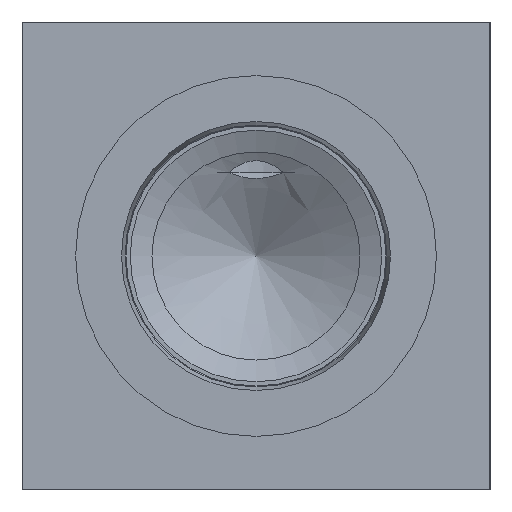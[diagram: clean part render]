
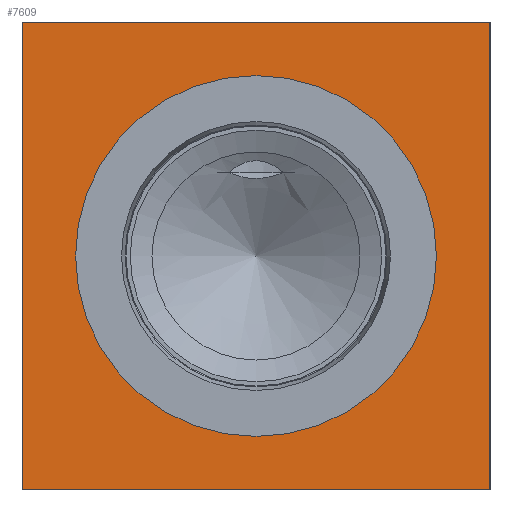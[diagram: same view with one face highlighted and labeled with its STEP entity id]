
A CAD part, left-side view. The second image highlights one B-rep face of the part: STEP entity #7609.
In plain terms, the highlighted planar face has unit normal (-1, 0, 0).
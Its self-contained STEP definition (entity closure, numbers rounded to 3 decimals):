
#215=CIRCLE('',#8057,44.069);
#216=CIRCLE('',#8058,44.069);
#274=FACE_BOUND('',#1356,.T.);
#920=FACE_OUTER_BOUND('',#1355,.T.);
#1355=EDGE_LOOP('',(#6659,#6660,#6661,#6662));
#1356=EDGE_LOOP('',(#6663,#6664));
#1654=LINE('',#11561,#2388);
#2098=LINE('',#12970,#2832);
#2099=LINE('',#12971,#2833);
#2100=LINE('',#12972,#2834);
#2388=VECTOR('',#8519,10.);
#2832=VECTOR('',#9691,10.);
#2833=VECTOR('',#9692,10.);
#2834=VECTOR('',#9693,10.);
#3126=VERTEX_POINT('',#11554);
#3129=VERTEX_POINT('',#11559);
#3531=VERTEX_POINT('',#12939);
#3532=VERTEX_POINT('',#12940);
#3541=VERTEX_POINT('',#12968);
#3542=VERTEX_POINT('',#12969);
#3977=EDGE_CURVE('',#3129,#3126,#1654,.T.);
#4574=EDGE_CURVE('',#3531,#3532,#215,.T.);
#4575=EDGE_CURVE('',#3532,#3531,#216,.T.);
#4588=EDGE_CURVE('',#3541,#3542,#2098,.T.);
#4589=EDGE_CURVE('',#3542,#3126,#2099,.T.);
#4590=EDGE_CURVE('',#3541,#3129,#2100,.T.);
#6659=ORIENTED_EDGE('',*,*,#4588,.T.);
#6660=ORIENTED_EDGE('',*,*,#4589,.T.);
#6661=ORIENTED_EDGE('',*,*,#3977,.F.);
#6662=ORIENTED_EDGE('',*,*,#4590,.F.);
#6663=ORIENTED_EDGE('',*,*,#4574,.T.);
#6664=ORIENTED_EDGE('',*,*,#4575,.T.);
#6929=PLANE('',#8071);
#7609=ADVANCED_FACE('',(#920,#274),#6929,.T.);
#8057=AXIS2_PLACEMENT_3D('',#12941,#9657,#9658);
#8058=AXIS2_PLACEMENT_3D('',#12942,#9659,#9660);
#8071=AXIS2_PLACEMENT_3D('',#12967,#9689,#9690);
#8519=DIRECTION('',(0.,-1.,0.));
#9657=DIRECTION('center_axis',(1.,0.,0.));
#9658=DIRECTION('ref_axis',(0.,0.,1.));
#9659=DIRECTION('center_axis',(1.,0.,0.));
#9660=DIRECTION('ref_axis',(0.,0.,1.));
#9689=DIRECTION('center_axis',(-1.,0.,0.));
#9690=DIRECTION('ref_axis',(0.,-1.,0.));
#9691=DIRECTION('',(0.,-1.,0.));
#9692=DIRECTION('',(0.,0.,1.));
#9693=DIRECTION('',(0.,0.,1.));
#11554=CARTESIAN_POINT('',(0.,0.,114.3));
#11559=CARTESIAN_POINT('',(0.,114.3,114.3));
#11561=CARTESIAN_POINT('',(0.,114.3,114.3));
#12939=CARTESIAN_POINT('',(0.,57.15,101.219));
#12940=CARTESIAN_POINT('',(0.,57.15,13.081));
#12941=CARTESIAN_POINT('Origin',(0.,57.15,57.15));
#12942=CARTESIAN_POINT('Origin',(0.,57.15,57.15));
#12967=CARTESIAN_POINT('Origin',(0.,114.3,0.));
#12968=CARTESIAN_POINT('',(0.,114.3,0.));
#12969=CARTESIAN_POINT('',(0.,0.,0.));
#12970=CARTESIAN_POINT('',(0.,114.3,0.));
#12971=CARTESIAN_POINT('',(0.,0.,0.));
#12972=CARTESIAN_POINT('',(0.,114.3,0.));
